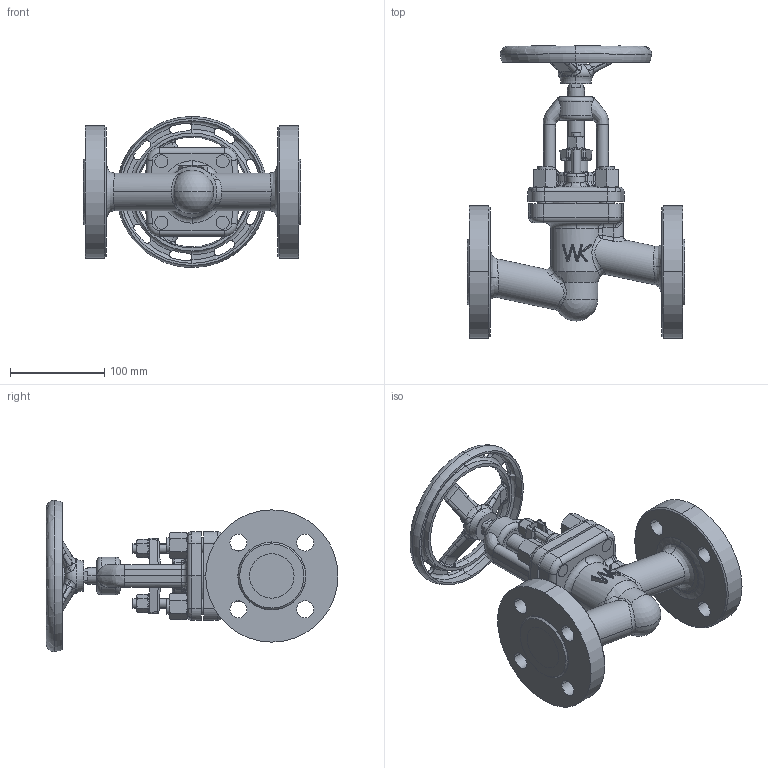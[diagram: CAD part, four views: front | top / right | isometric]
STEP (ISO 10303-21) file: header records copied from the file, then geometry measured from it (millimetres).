
FILE_DESCRIPTION (( 'STEP AP214' ), '1' );
FILE_NAME ('[25] 530 DN25 3-7040 katalog.STEP', '2015-03-18T12:28:01', ( '' ), ( '' ), 'SwSTEP 2.0', 'SolidWorks 2015', '' );
FILE_SCHEMA (( 'AUTOMOTIVE_DESIGN' ));
Length unit declared in the file: millimetre
Products named in the file (1): [25] 530 DN25 3-7040 katalog
Bounding box: 230 x 309 x 160 mm (x, y, z)
Volume: 1673047.6 mm3; surface area: 231248.2 mm2
Topology: 1 solids, 1 shells, 884 faces, 2240 edges, 1336 vertices
Faces by surface type: cylinder 264, plane 217, bspline 185, cone 111, torus 70, sphere 37
Entity records: 45282 total; most frequent: CARTESIAN_POINT 20355, ORIENTED_EDGE 4422, DIRECTION 3714, EDGE_CURVE 2211, AXIS2_PLACEMENT_3D 1580, VERTEX_POINT 1334, EDGE_LOOP 945, ADVANCED_FACE 884
